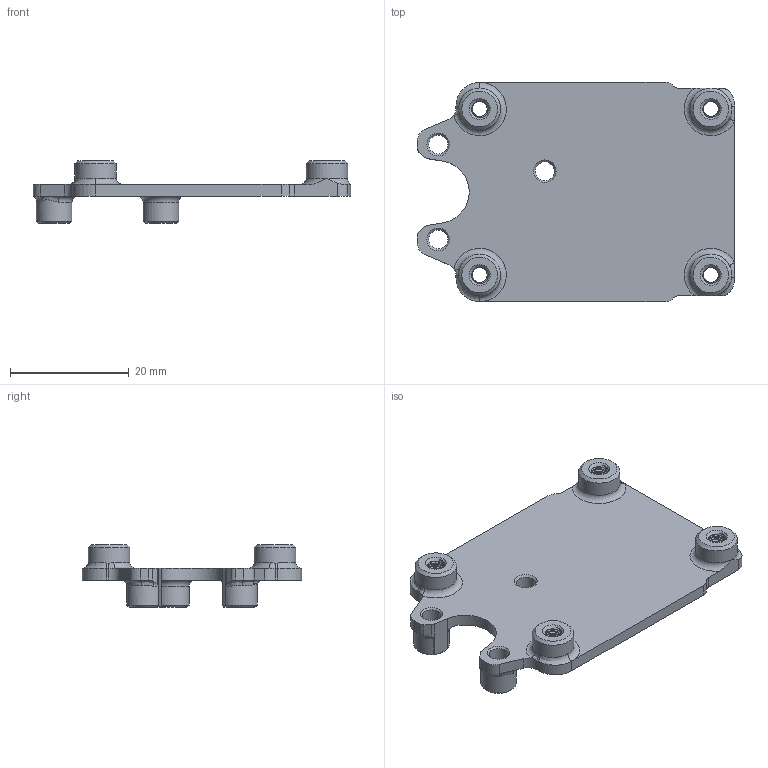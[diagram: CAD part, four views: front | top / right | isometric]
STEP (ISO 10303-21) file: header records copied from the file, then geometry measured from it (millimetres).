
FILE_DESCRIPTION(/* description */ (''),/* implementation_level */ '2;1');
FILE_NAME(/* name */ 'pcb_plate-holder.stp',/* time_stamp */ '2024-11-12T13:46:05-08:00',/* author */ (''),/* organization */ (''),/* preprocessor_version */ 'ST-DEVELOPER v18.1',/* originating_system */ 'SIEMENS PLM Software NX 1996',/* authorisation */ '');
FILE_SCHEMA (('AUTOMOTIVE_DESIGN { 1 0 10303 214 3 1 1 1 }'));
Length unit declared in the file: millimetre
Products named in the file (1): freg17A42654we3j
Bounding box: 53.5 x 37 x 10.6 mm (x, y, z)
Volume: 4248.4 mm3; surface area: 4800.6 mm2
Topology: 1 solids, 1 shells, 163 faces, 448 edges, 288 vertices
Faces by surface type: cylinder 77, plane 28, cone 25, bspline 24, torus 9
Full cylindrical faces by diameter (mm): 2.55 x40, 3.2 x3, 6 x1, 7 x4
Entity records: 14256 total; most frequent: CARTESIAN_POINT 11646, ORIENTED_EDGE 524, DIRECTION 500, EDGE_CURVE 262, AXIS2_PLACEMENT_3D 212, VERTEX_POINT 180, EDGE_LOOP 168, ADVANCED_FACE 119
